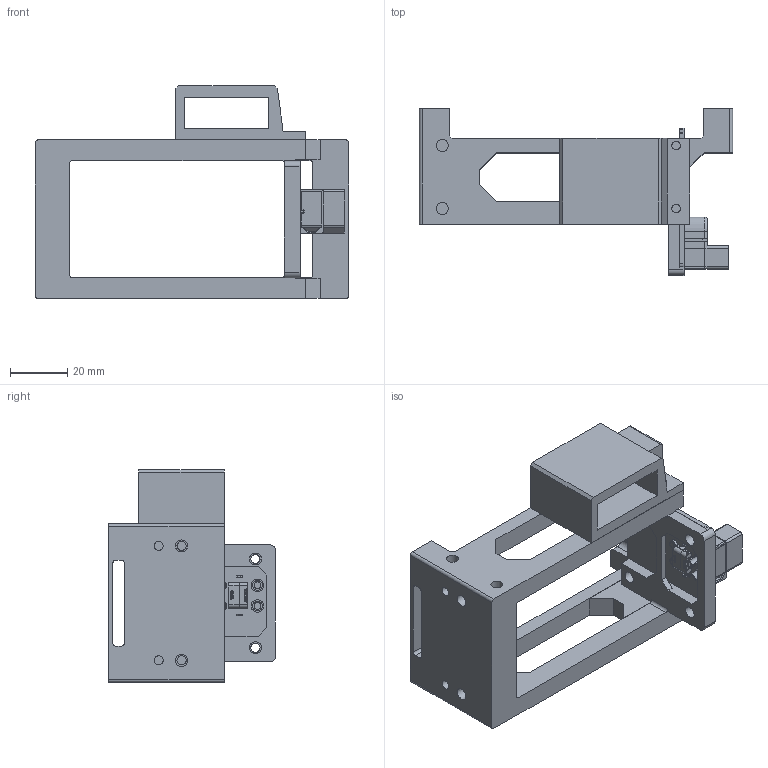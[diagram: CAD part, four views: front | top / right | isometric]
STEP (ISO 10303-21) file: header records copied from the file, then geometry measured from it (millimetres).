
FILE_DESCRIPTION(/* description */ (''),/* implementation_level */ '2;1');
FILE_NAME(/* name */ '',/* time_stamp */ '2024-03-29T09:26:50+08:00',/* author */ (''),/* organization */ (''),/* preprocessor_version */ 'ST-DEVELOPER v20',/* originating_system */ 'Autodesk Translation Framework v12.20.1.177',/* authorisation */ '');
FILE_SCHEMA (('AUTOMOTIVE_DESIGN { 1 0 10303 214 3 1 1 }'));
Length unit declared in the file: millimetre
Products named in the file (14): RoboMaster 电池架; TB导电板; COMPOUND; USB1; USB-SMD_KH-TYPE-C-2P; COMPOUND (1); U1; CONN-TH_XT60; SOLID; CN1; CONN-TH_XT60PW-M; SOLID (1); -1; 零部件2
Assembly tree (13 placements, depth 5):
  RoboMaster 电池架
    TB导电板
      COMPOUND
      USB1
        USB-SMD_KH-TYPE-C-2P
          COMPOUND (1)
      U1
        CONN-TH_XT60
          SOLID
      CN1
        CONN-TH_XT60PW-M
          SOLID (1)
    -1
    零部件2
Bounding box: 109.5 x 58.33 x 74.4 mm (x, y, z)
Volume: 72623.6 mm3; surface area: 39494.8 mm2
Topology: 20 solids, 20 shells, 1431 faces, 3945 edges, 2621 vertices
Faces by surface type: plane 854, bspline 308, cylinder 217, sphere 22, cone 18, torus 12
Full cylindrical faces by diameter (mm): 2.4 x2, 2.5 x2, 2.6 x2, 2.9 x2, 3 x2, 3.2 x8, 3.4 x2, 4.18 x4, 4.2 x10, 4.4 x2, 5 x2
Entity records: 51909 total; most frequent: CARTESIAN_POINT 15123, ORIENTED_EDGE 7862, DIRECTION 6450, EDGE_CURVE 3931, LINE 2656, VECTOR 2656, VERTEX_POINT 2621, AXIS2_PLACEMENT_3D 1897
